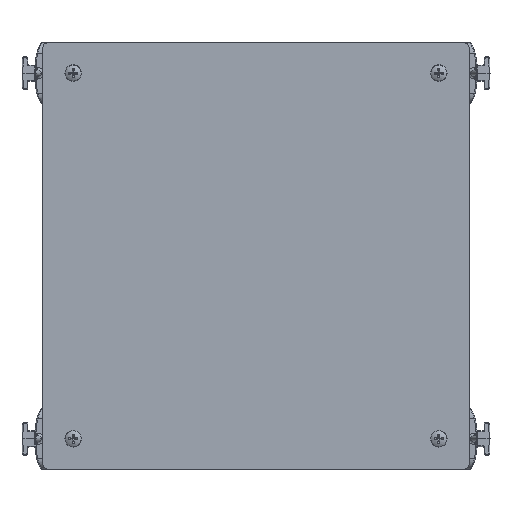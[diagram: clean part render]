
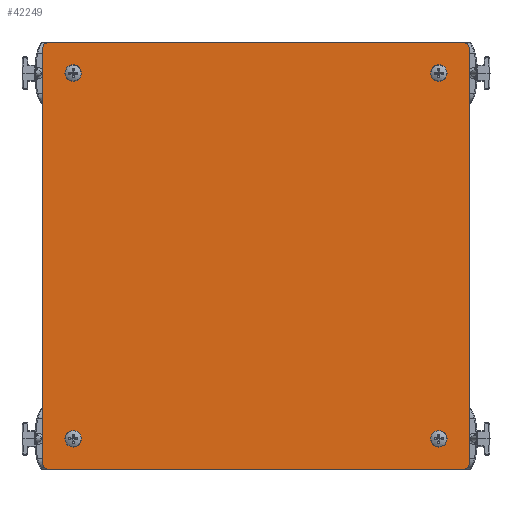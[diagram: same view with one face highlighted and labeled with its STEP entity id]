
A CAD part, top view. The second image highlights one B-rep face of the part: STEP entity #42249.
In plain terms, the highlighted planar face has unit normal (0, 0, 1).
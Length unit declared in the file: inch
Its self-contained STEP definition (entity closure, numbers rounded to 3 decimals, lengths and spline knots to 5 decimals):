
#2933 = DIRECTION ( 'NONE',  ( 1., 0., 0. ) ) ;
#3491 = FACE_OUTER_BOUND ( 'NONE', #38100, .T. ) ;
#3724 = LINE ( 'NONE', #47125, #77320 ) ;
#5229 = DIRECTION ( 'NONE',  ( 0., 0., -1. ) ) ;
#6804 = CIRCLE ( 'NONE', #37459, 0.125 ) ;
#8492 = ORIENTED_EDGE ( 'NONE', *, *, #64601, .T. ) ;
#8532 = EDGE_LOOP ( 'NONE', ( #54871 ) ) ;
#9531 = VERTEX_POINT ( 'NONE', #111839 ) ;
#9796 = LINE ( 'NONE', #43637, #54638 ) ;
#9929 = EDGE_CURVE ( 'NONE', #76203, #89238, #6804, .T. ) ;
#10417 = CIRCLE ( 'NONE', #53667, 0.125 ) ;
#12124 = VERTEX_POINT ( 'NONE', #111132 ) ;
#12174 = CARTESIAN_POINT ( 'NONE',  ( -4.58545, 4.66291, 0.04 ) ) ;
#12596 = DIRECTION ( 'NONE',  ( -1., 0., 0. ) ) ;
#12969 = DIRECTION ( 'NONE',  ( -1., 0., 0. ) ) ;
#13693 = DIRECTION ( 'NONE',  ( 1., 0., 0. ) ) ;
#14645 = CARTESIAN_POINT ( 'NONE',  ( -4.58545, -4.83709, 0.04 ) ) ;
#17705 = CARTESIAN_POINT ( 'NONE',  ( 4.91455, 4.78791, 0.04 ) ) ;
#18152 = VERTEX_POINT ( 'NONE', #14645 ) ;
#18648 = LINE ( 'NONE', #79648, #102875 ) ;
#19755 = DIRECTION ( 'NONE',  ( 1., 0., 0. ) ) ;
#21491 = CARTESIAN_POINT ( 'NONE',  ( 0.10205, -0.02459, 0.04 ) ) ;
#21599 = CARTESIAN_POINT ( 'NONE',  ( -4.58545, -4.71209, 0.04 ) ) ;
#23523 = CARTESIAN_POINT ( 'NONE',  ( 4.35205, -4.14959, 0.04 ) ) ;
#24650 = EDGE_CURVE ( 'NONE', #106720, #12124, #84953, .T. ) ;
#30212 = VERTEX_POINT ( 'NONE', #51335 ) ;
#31049 = CARTESIAN_POINT ( 'NONE',  ( 4.22705, -4.14959, 0.04 ) ) ;
#31663 = CARTESIAN_POINT ( 'NONE',  ( -4.71045, 4.66291, 0.04 ) ) ;
#33113 = EDGE_CURVE ( 'NONE', #70912, #106720, #44875, .T. ) ;
#33445 = EDGE_CURVE ( 'NONE', #30212, #76203, #3724, .T. ) ;
#36262 = AXIS2_PLACEMENT_3D ( 'NONE', #70241, #5229, #100153 ) ;
#36443 = EDGE_CURVE ( 'NONE', #9531, #9531, #101162, .T. ) ;
#36884 = CIRCLE ( 'NONE', #65739, 0.125 ) ;
#37459 = AXIS2_PLACEMENT_3D ( 'NONE', #12174, #90709, #100298 ) ;
#37949 = ORIENTED_EDGE ( 'NONE', *, *, #9929, .F. ) ;
#38054 = EDGE_CURVE ( 'NONE', #12124, #111386, #84981, .T. ) ;
#38100 = EDGE_LOOP ( 'NONE', ( #111455, #63495, #37949, #48192, #88255, #84586, #103937, #52664 ) ) ;
#39824 = CIRCLE ( 'NONE', #52462, 0.125 ) ;
#42168 = EDGE_LOOP ( 'NONE', ( #97565 ) ) ;
#42249 = ADVANCED_FACE ( 'NONE', ( #54263, #106328, #97306, #45776, #3491 ), #89911, .T. ) ;
#43637 = CARTESIAN_POINT ( 'NONE',  ( 4.91455, -4.83709, 0.04 ) ) ;
#44875 = CIRCLE ( 'NONE', #108123, 0.125 ) ;
#45776 = FACE_BOUND ( 'NONE', #66076, .T. ) ;
#46038 = VECTOR ( 'NONE', #87757, 39.37008 ) ;
#47125 = CARTESIAN_POINT ( 'NONE',  ( -4.71045, -4.83709, 0.04 ) ) ;
#48192 = ORIENTED_EDGE ( 'NONE', *, *, #33445, .F. ) ;
#49577 = CARTESIAN_POINT ( 'NONE',  ( -4.58545, 4.78791, 0.04 ) ) ;
#50628 = VERTEX_POINT ( 'NONE', #85114 ) ;
#51335 = CARTESIAN_POINT ( 'NONE',  ( -4.71045, -4.71209, 0.04 ) ) ;
#52462 = AXIS2_PLACEMENT_3D ( 'NONE', #21599, #89462, #12596 ) ;
#52664 = ORIENTED_EDGE ( 'NONE', *, *, #24650, .F. ) ;
#53667 = AXIS2_PLACEMENT_3D ( 'NONE', #87150, #87703, #79200 ) ;
#54263 = FACE_BOUND ( 'NONE', #77680, .T. ) ;
#54638 = VECTOR ( 'NONE', #12969, 39.37008 ) ;
#54871 = ORIENTED_EDGE ( 'NONE', *, *, #36443, .T. ) ;
#59215 = CARTESIAN_POINT ( 'NONE',  ( 4.78955, 4.66291, 0.04 ) ) ;
#59777 = DIRECTION ( 'NONE',  ( -1., 0., 0. ) ) ;
#62820 = DIRECTION ( 'NONE',  ( 0., 0., -1. ) ) ;
#63467 = EDGE_CURVE ( 'NONE', #90289, #90289, #10417, .T. ) ;
#63495 = ORIENTED_EDGE ( 'NONE', *, *, #66797, .F. ) ;
#64601 = EDGE_CURVE ( 'NONE', #98763, #98763, #79103, .T. ) ;
#65525 = DIRECTION ( 'NONE',  ( 0., 0., -1. ) ) ;
#65739 = AXIS2_PLACEMENT_3D ( 'NONE', #92778, #75803, #13693 ) ;
#66076 = EDGE_LOOP ( 'NONE', ( #8492 ) ) ;
#66797 = EDGE_CURVE ( 'NONE', #89238, #70912, #18648, .T. ) ;
#68607 = AXIS2_PLACEMENT_3D ( 'NONE', #107505, #62820, #89413 ) ;
#70241 = CARTESIAN_POINT ( 'NONE',  ( 4.78955, -4.71209, 0.04 ) ) ;
#70912 = VERTEX_POINT ( 'NONE', #86030 ) ;
#75803 = DIRECTION ( 'NONE',  ( 0., 0., -1. ) ) ;
#76203 = VERTEX_POINT ( 'NONE', #31663 ) ;
#77320 = VECTOR ( 'NONE', #89021, 39.37008 ) ;
#77680 = EDGE_LOOP ( 'NONE', ( #85629 ) ) ;
#79103 = CIRCLE ( 'NONE', #108045, 0.125 ) ;
#79200 = DIRECTION ( 'NONE',  ( 1., 0., 0. ) ) ;
#79648 = CARTESIAN_POINT ( 'NONE',  ( -4.71045, 4.78791, 0.04 ) ) ;
#81405 = DIRECTION ( 'NONE',  ( 1., 0., 0. ) ) ;
#82350 = EDGE_CURVE ( 'NONE', #18152, #30212, #39824, .T. ) ;
#84586 = ORIENTED_EDGE ( 'NONE', *, *, #98938, .F. ) ;
#84953 = LINE ( 'NONE', #17705, #46038 ) ;
#84981 = CIRCLE ( 'NONE', #36262, 0.125 ) ;
#85114 = CARTESIAN_POINT ( 'NONE',  ( -3.89745, -4.14959, 0.04 ) ) ;
#85629 = ORIENTED_EDGE ( 'NONE', *, *, #109869, .T. ) ;
#86030 = CARTESIAN_POINT ( 'NONE',  ( 4.78955, 4.78791, 0.04 ) ) ;
#87150 = CARTESIAN_POINT ( 'NONE',  ( -4.02245, 4.10041, 0.04 ) ) ;
#87703 = DIRECTION ( 'NONE',  ( 0., 0., -1. ) ) ;
#87757 = DIRECTION ( 'NONE',  ( 0., -1., 0. ) ) ;
#88217 = DIRECTION ( 'NONE',  ( 0., 0., 1. ) ) ;
#88255 = ORIENTED_EDGE ( 'NONE', *, *, #82350, .F. ) ;
#89021 = DIRECTION ( 'NONE',  ( 0., 1., 0. ) ) ;
#89238 = VERTEX_POINT ( 'NONE', #49577 ) ;
#89413 = DIRECTION ( 'NONE',  ( 1., 0., 0. ) ) ;
#89462 = DIRECTION ( 'NONE',  ( 0., 0., -1. ) ) ;
#89911 = PLANE ( 'NONE',  #94252 ) ;
#90289 = VERTEX_POINT ( 'NONE', #91380 ) ;
#90709 = DIRECTION ( 'NONE',  ( 0., 0., -1. ) ) ;
#91380 = CARTESIAN_POINT ( 'NONE',  ( -3.89745, 4.10041, 0.04 ) ) ;
#92778 = CARTESIAN_POINT ( 'NONE',  ( -4.02245, -4.14959, 0.04 ) ) ;
#94252 = AXIS2_PLACEMENT_3D ( 'NONE', #21491, #88217, #81405 ) ;
#97306 = FACE_BOUND ( 'NONE', #8532, .T. ) ;
#97565 = ORIENTED_EDGE ( 'NONE', *, *, #63467, .T. ) ;
#98763 = VERTEX_POINT ( 'NONE', #23523 ) ;
#98938 = EDGE_CURVE ( 'NONE', #111386, #18152, #9796, .T. ) ;
#99295 = CARTESIAN_POINT ( 'NONE',  ( 4.78955, -4.83709, 0.04 ) ) ;
#100153 = DIRECTION ( 'NONE',  ( -1., 0., 0. ) ) ;
#100298 = DIRECTION ( 'NONE',  ( 1., 0., 0. ) ) ;
#101162 = CIRCLE ( 'NONE', #68607, 0.125 ) ;
#102875 = VECTOR ( 'NONE', #19755, 39.37008 ) ;
#103937 = ORIENTED_EDGE ( 'NONE', *, *, #38054, .F. ) ;
#106328 = FACE_BOUND ( 'NONE', #42168, .T. ) ;
#106720 = VERTEX_POINT ( 'NONE', #109745 ) ;
#107505 = CARTESIAN_POINT ( 'NONE',  ( 4.22705, 4.10041, 0.04 ) ) ;
#108045 = AXIS2_PLACEMENT_3D ( 'NONE', #31049, #65525, #2933 ) ;
#108123 = AXIS2_PLACEMENT_3D ( 'NONE', #59215, #110705, #59777 ) ;
#109745 = CARTESIAN_POINT ( 'NONE',  ( 4.91455, 4.66291, 0.04 ) ) ;
#109869 = EDGE_CURVE ( 'NONE', #50628, #50628, #36884, .T. ) ;
#110705 = DIRECTION ( 'NONE',  ( 0., 0., -1. ) ) ;
#111132 = CARTESIAN_POINT ( 'NONE',  ( 4.91455, -4.71209, 0.04 ) ) ;
#111386 = VERTEX_POINT ( 'NONE', #99295 ) ;
#111455 = ORIENTED_EDGE ( 'NONE', *, *, #33113, .F. ) ;
#111839 = CARTESIAN_POINT ( 'NONE',  ( 4.35205, 4.10041, 0.04 ) ) ;
